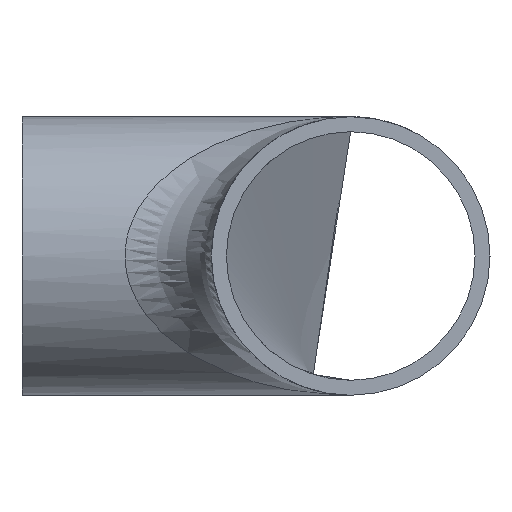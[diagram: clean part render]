
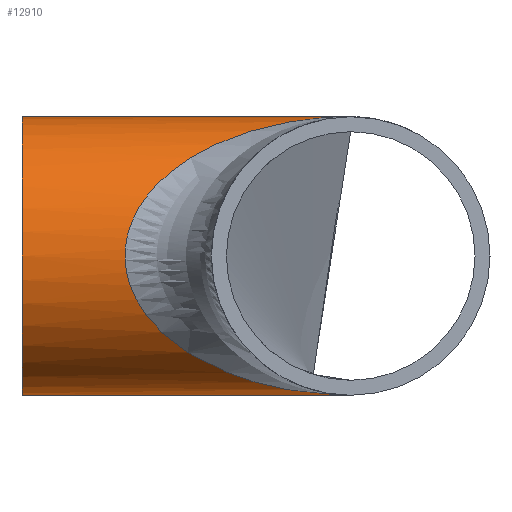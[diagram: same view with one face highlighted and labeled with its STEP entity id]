
A CAD part, left-side view. The second image highlights one B-rep face of the part: STEP entity #12910.
In plain terms, the highlighted cylindrical face has radius 24.15 mm (diameter 48.3 mm), a full revolution.
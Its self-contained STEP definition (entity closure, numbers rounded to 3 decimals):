
#57 = CARTESIAN_POINT ( 'NONE',  ( 0., 0., 24.15 ) ) ;
#487 = CARTESIAN_POINT ( 'NONE',  ( 0., 0., 24.15 ) ) ;
#916 = EDGE_CURVE ( 'NONE', #10149, #4244, #3065, .T. ) ;
#1610 = CARTESIAN_POINT ( 'NONE',  ( 0., 0., -24.15 ) ) ;
#1853 = CARTESIAN_POINT ( 'NONE',  ( 48.3, 78.3, 24.15 ) ) ;
#2125 = ORIENTED_EDGE ( 'NONE', *, *, #916, .T. ) ;
#2248 = CARTESIAN_POINT ( 'NONE',  ( 0., 57., 0. ) ) ;
#3065 =( BOUNDED_CURVE ( )  B_SPLINE_CURVE ( 3, ( #12394, #1853, #13580, #11017 ),
 .UNSPECIFIED., .F., .T. ) 
 B_SPLINE_CURVE_WITH_KNOTS ( ( 4, 4 ),
 ( 1.571, 4.712 ),
 .UNSPECIFIED. ) 
 CURVE ( )  GEOMETRIC_REPRESENTATION_ITEM ( )  RATIONAL_B_SPLINE_CURVE ( ( 1., 0.333, 0.333, 1. ) ) 
 REPRESENTATION_ITEM ( '' )  );
#3181 = DIRECTION ( 'NONE',  ( 0., 0., 1. ) ) ;
#3235 = DIRECTION ( 'NONE',  ( 0., 1., 0. ) ) ;
#3572 = FACE_OUTER_BOUND ( 'NONE', #14775, .T. ) ;
#3594 = DIRECTION ( 'NONE',  ( 0., 0., -1. ) ) ;
#4244 = VERTEX_POINT ( 'NONE', #6704 ) ;
#5307 = EDGE_CURVE ( 'NONE', #15875, #15875, #7223, .T. ) ;
#5407 =( BOUNDED_CURVE ( )  B_SPLINE_CURVE ( 3, ( #1610, #16190, #10891, #57 ),
 .UNSPECIFIED., .F., .T. ) 
 B_SPLINE_CURVE_WITH_KNOTS ( ( 4, 4 ),
 ( 4.712, 7.854 ),
 .UNSPECIFIED. ) 
 CURVE ( )  GEOMETRIC_REPRESENTATION_ITEM ( )  RATIONAL_B_SPLINE_CURVE ( ( 1., 0.333, 0.333, 1. ) ) 
 REPRESENTATION_ITEM ( '' )  );
#5640 = AXIS2_PLACEMENT_3D ( 'NONE', #2248, #11524, #3594 ) ;
#6387 = ORIENTED_EDGE ( 'NONE', *, *, #5307, .F. ) ;
#6704 = CARTESIAN_POINT ( 'NONE',  ( 0., 0., -24.15 ) ) ;
#6937 = CARTESIAN_POINT ( 'NONE',  ( 0., 57., 24.15 ) ) ;
#7223 = CIRCLE ( 'NONE', #16138, 24.15 ) ;
#9196 = CYLINDRICAL_SURFACE ( 'NONE', #5640, 24.15 ) ;
#10149 = VERTEX_POINT ( 'NONE', #487 ) ;
#10891 = CARTESIAN_POINT ( 'NONE',  ( -48.3, 78.3, 24.15 ) ) ;
#11017 = CARTESIAN_POINT ( 'NONE',  ( 0., 0., -24.15 ) ) ;
#11524 = DIRECTION ( 'NONE',  ( 0., -1., 0. ) ) ;
#12394 = CARTESIAN_POINT ( 'NONE',  ( 0., 0., 24.15 ) ) ;
#12906 = EDGE_LOOP ( 'NONE', ( #6387 ) ) ;
#12910 = ADVANCED_FACE ( 'NONE', ( #3572, #16872 ), #9196, .T. ) ;
#13580 = CARTESIAN_POINT ( 'NONE',  ( 48.3, 78.3, -24.15 ) ) ;
#14775 = EDGE_LOOP ( 'NONE', ( #2125, #16651 ) ) ;
#15419 = EDGE_CURVE ( 'NONE', #4244, #10149, #5407, .T. ) ;
#15875 = VERTEX_POINT ( 'NONE', #6937 ) ;
#16138 = AXIS2_PLACEMENT_3D ( 'NONE', #16543, #3235, #3181 ) ;
#16190 = CARTESIAN_POINT ( 'NONE',  ( -48.3, 78.3, -24.15 ) ) ;
#16543 = CARTESIAN_POINT ( 'NONE',  ( 0., 57., 0. ) ) ;
#16651 = ORIENTED_EDGE ( 'NONE', *, *, #15419, .T. ) ;
#16872 = FACE_OUTER_BOUND ( 'NONE', #12906, .T. ) ;
